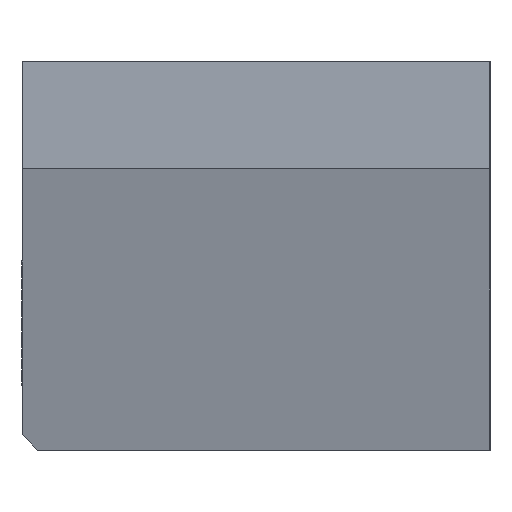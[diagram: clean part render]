
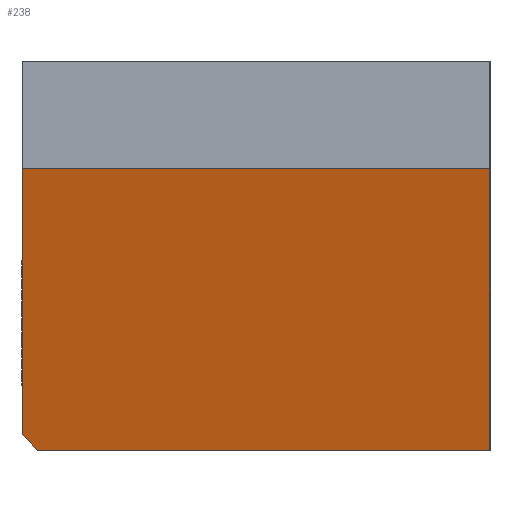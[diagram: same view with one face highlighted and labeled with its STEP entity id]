
A CAD part, left-side view. The second image highlights one B-rep face of the part: STEP entity #238.
In plain terms, the highlighted planar face has unit normal (-0.943, 0.334, 0).
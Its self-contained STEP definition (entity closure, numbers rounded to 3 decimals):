
#238=ADVANCED_FACE('NONE',(#571),#572,.F.);
#571=FACE_OUTER_BOUND('',#988,.T.);
#572=PLANE('',#989);
#988=EDGE_LOOP('',(#1817,#1818,#1819,#1820,#1821));
#989=AXIS2_PLACEMENT_3D('',#1822,#1823,#1824);
#1817=ORIENTED_EDGE('',*,*,#2814,.T.);
#1818=ORIENTED_EDGE('',*,*,#2895,.T.);
#1819=ORIENTED_EDGE('',*,*,#2896,.T.);
#1820=ORIENTED_EDGE('',*,*,#2798,.F.);
#1821=ORIENTED_EDGE('',*,*,#2897,.T.);
#1822=CARTESIAN_POINT('',(-10.463,-29.5,49.0));
#1823=DIRECTION('',(0.942,-0.334,0.0));
#1824=DIRECTION('',(0.0,0.0,-1.0));
#2798=EDGE_CURVE('NONE',#3493,#3495,#3496,.T.);
#2814=EDGE_CURVE('NONE',#3517,#3515,#3518,.T.);
#2895=EDGE_CURVE('NONE',#3515,#3651,#3652,.T.);
#2896=EDGE_CURVE('NONE',#3651,#3495,#3653,.T.);
#2897=EDGE_CURVE('NONE',#3493,#3517,#3654,.T.);
#3493=VERTEX_POINT('NONE',#4442);
#3495=VERTEX_POINT('NONE',#4445);
#3496=LINE('',#4446,#4447);
#3515=VERTEX_POINT('NONE',#4472);
#3517=VERTEX_POINT('NONE',#4475);
#3518=LINE('',#4476,#4477);
#3651=VERTEX_POINT('NONE',#4687);
#3652=LINE('',#4688,#4689);
#3653=LINE('',#4690,#4691);
#3654=LINE('',#4692,#4693);
#4442=CARTESIAN_POINT('',(-10.463,-29.5,35.5));
#4445=CARTESIAN_POINT('',(-10.463,-29.5,0.0));
#4446=CARTESIAN_POINT('',(-10.463,-29.5,49.0));
#4447=VECTOR('',#5171,1000.0);
#4472=CARTESIAN_POINT('',(10.463,29.5,2.));
#4475=CARTESIAN_POINT('',(10.463,29.5,35.5));
#4476=CARTESIAN_POINT('',(10.463,29.5,49.0));
#4477=VECTOR('',#5197,1000.0);
#4687=CARTESIAN_POINT('',(9.754,27.5,0.0));
#4688=CARTESIAN_POINT('',(10.463,29.5,2.0));
#4689=VECTOR('',#5281,1000.0);
#4690=CARTESIAN_POINT('',(-10.463,-29.5,0.0));
#4691=VECTOR('',#5282,1000.0);
#4692=CARTESIAN_POINT('',(-10.463,-29.5,35.5));
#4693=VECTOR('',#5283,1000.0);
#5171=DIRECTION('',(-0.0,-0.0,-1.0));
#5197=DIRECTION('',(-0.0,-0.0,-1.0));
#5281=DIRECTION('',(-0.243,-0.686,-0.686));
#5282=DIRECTION('',(-0.334,-0.942,-0.0));
#5283=DIRECTION('',(0.334,0.942,0.0));
